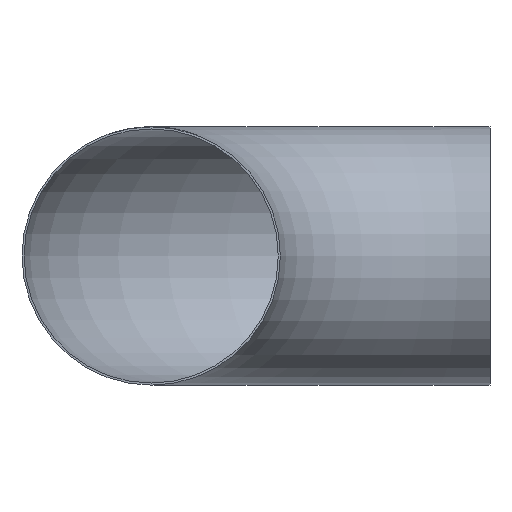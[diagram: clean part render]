
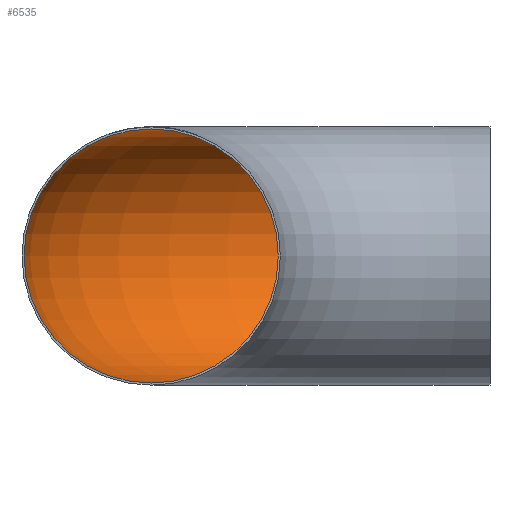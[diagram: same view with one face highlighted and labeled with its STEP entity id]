
A CAD part, front view. The second image highlights one B-rep face of the part: STEP entity #6535.
In plain terms, the highlighted toroidal (fillet/blend) face has major radius 400 mm and minor radius 150 mm.
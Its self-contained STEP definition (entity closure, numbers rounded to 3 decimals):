
#1030 = FACE_OUTER_BOUND ( 'NONE', #3740, .T. ) ;
#2654 = VERTEX_POINT ( 'NONE', #14759 ) ;
#2859 = EDGE_LOOP ( 'NONE', ( #6451 ) ) ;
#3715 = EDGE_CURVE ( 'NONE', #25263, #25263, #3805, .T. ) ;
#3740 = EDGE_LOOP ( 'NONE', ( #8715 ) ) ;
#3805 = CIRCLE ( 'NONE', #17565, 150. ) ;
#4520 = DIRECTION ( 'NONE',  ( 0., 1., 0. ) ) ;
#5469 = FACE_OUTER_BOUND ( 'NONE', #2859, .T. ) ;
#6451 = ORIENTED_EDGE ( 'NONE', *, *, #3715, .F. ) ;
#6535 = ADVANCED_FACE ( 'NONE', ( #1030, #5469 ), #15214, .F. ) ;
#8169 = EDGE_CURVE ( 'NONE', #2654, #2654, #8694, .T. ) ;
#8545 = CARTESIAN_POINT ( 'NONE',  ( 0., 400., 0. ) ) ;
#8694 = CIRCLE ( 'NONE', #17740, 150. ) ;
#8715 = ORIENTED_EDGE ( 'NONE', *, *, #8169, .T. ) ;
#9066 = DIRECTION ( 'NONE',  ( 1., 0., 0. ) ) ;
#14759 = CARTESIAN_POINT ( 'NONE',  ( 0., 550., 0. ) ) ;
#15034 = CARTESIAN_POINT ( 'NONE',  ( -400., 0., 150. ) ) ;
#15214 = TOROIDAL_SURFACE ( 'NONE', #19973, 400., 150. ) ;
#17565 = AXIS2_PLACEMENT_3D ( 'NONE', #18909, #25086, #18388 ) ;
#17740 = AXIS2_PLACEMENT_3D ( 'NONE', #8545, #9066, #4520 ) ;
#18388 = DIRECTION ( 'NONE',  ( 0., 0., 1. ) ) ;
#18909 = CARTESIAN_POINT ( 'NONE',  ( -400., 0., 0. ) ) ;
#19973 = AXIS2_PLACEMENT_3D ( 'NONE', #23499, #25923, #22015 ) ;
#22015 = DIRECTION ( 'NONE',  ( -1., 0., 0. ) ) ;
#23499 = CARTESIAN_POINT ( 'NONE',  ( 0., 0., 0. ) ) ;
#25086 = DIRECTION ( 'NONE',  ( 0., 1., 0. ) ) ;
#25263 = VERTEX_POINT ( 'NONE', #15034 ) ;
#25923 = DIRECTION ( 'NONE',  ( 0., 0., -1. ) ) ;
